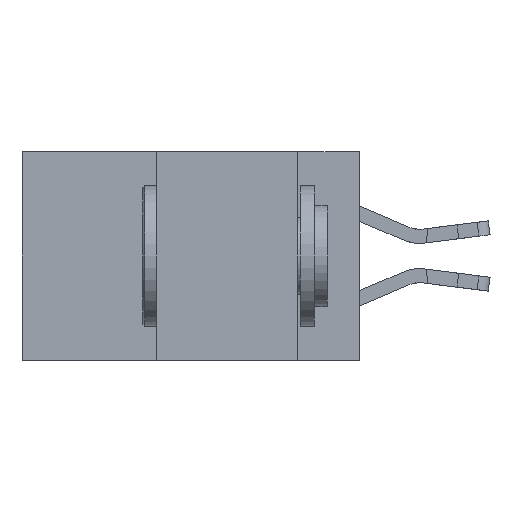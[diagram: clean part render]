
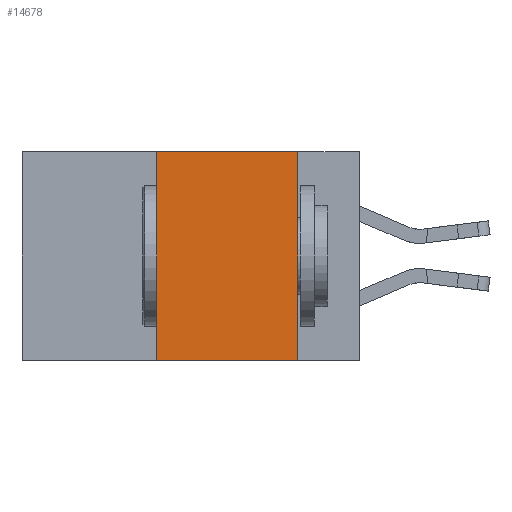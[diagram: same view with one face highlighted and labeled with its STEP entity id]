
A CAD part, left-side view. The second image highlights one B-rep face of the part: STEP entity #14678.
In plain terms, the highlighted planar face has unit normal (-1, 0, 0).
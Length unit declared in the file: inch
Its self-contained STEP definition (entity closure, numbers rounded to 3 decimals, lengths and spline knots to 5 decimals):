
#249 = DIRECTION ( 'NONE',  ( 1., 0., 0. ) ) ;
#539 = DIRECTION ( 'NONE',  ( 0., 0., 1. ) ) ;
#1222 = CARTESIAN_POINT ( 'NONE',  ( 0., 0.11, -0.37 ) ) ;
#2406 = DIRECTION ( 'NONE',  ( 0., -1., 0. ) ) ;
#2950 = DIRECTION ( 'NONE',  ( 0., 0., -1. ) ) ;
#3386 = VERTEX_POINT ( 'NONE', #13898 ) ;
#3783 = LINE ( 'NONE', #23041, #23788 ) ;
#3794 = ORIENTED_EDGE ( 'NONE', *, *, #17709, .F. ) ;
#4202 = EDGE_LOOP ( 'NONE', ( #11363, #3794, #5918, #12738 ) ) ;
#4279 = LINE ( 'NONE', #23122, #16372 ) ;
#4860 = CARTESIAN_POINT ( 'NONE',  ( 0., 0.11, 0. ) ) ;
#5918 = ORIENTED_EDGE ( 'NONE', *, *, #18918, .F. ) ;
#7287 = DIRECTION ( 'NONE',  ( 0., -1., 0. ) ) ;
#10516 = VERTEX_POINT ( 'NONE', #20994 ) ;
#10805 = CARTESIAN_POINT ( 'NONE',  ( 0., 0.6, 0. ) ) ;
#11363 = ORIENTED_EDGE ( 'NONE', *, *, #22226, .F. ) ;
#12381 = CARTESIAN_POINT ( 'NONE',  ( 0., 0.11, 0. ) ) ;
#12409 = VERTEX_POINT ( 'NONE', #4860 ) ;
#12738 = ORIENTED_EDGE ( 'NONE', *, *, #18083, .T. ) ;
#12916 = VECTOR ( 'NONE', #7287, 39.37008 ) ;
#12954 = CARTESIAN_POINT ( 'NONE',  ( 0., 0.6, -0.37 ) ) ;
#13481 = LINE ( 'NONE', #12954, #12916 ) ;
#13878 = LINE ( 'NONE', #12381, #18598 ) ;
#13898 = CARTESIAN_POINT ( 'NONE',  ( 0., 0.36, -0.37 ) ) ;
#14307 = FACE_OUTER_BOUND ( 'NONE', #4202, .T. ) ;
#14678 = ADVANCED_FACE ( 'NONE', ( #14307 ), #19844, .F. ) ;
#15536 = AXIS2_PLACEMENT_3D ( 'NONE', #10805, #249, #2950 ) ;
#15851 = DIRECTION ( 'NONE',  ( 0., 0., -1. ) ) ;
#16372 = VECTOR ( 'NONE', #539, 39.37008 ) ;
#17331 = VERTEX_POINT ( 'NONE', #1222 ) ;
#17709 = EDGE_CURVE ( 'NONE', #10516, #12409, #3783, .T. ) ;
#18083 = EDGE_CURVE ( 'NONE', #3386, #17331, #13481, .T. ) ;
#18598 = VECTOR ( 'NONE', #15851, 39.37008 ) ;
#18918 = EDGE_CURVE ( 'NONE', #3386, #10516, #4279, .T. ) ;
#19844 = PLANE ( 'NONE',  #15536 ) ;
#20994 = CARTESIAN_POINT ( 'NONE',  ( 0., 0.36, 0. ) ) ;
#22226 = EDGE_CURVE ( 'NONE', #12409, #17331, #13878, .T. ) ;
#23041 = CARTESIAN_POINT ( 'NONE',  ( 0., 0.6, 0. ) ) ;
#23122 = CARTESIAN_POINT ( 'NONE',  ( 0., 0.36, 0. ) ) ;
#23788 = VECTOR ( 'NONE', #2406, 39.37008 ) ;
